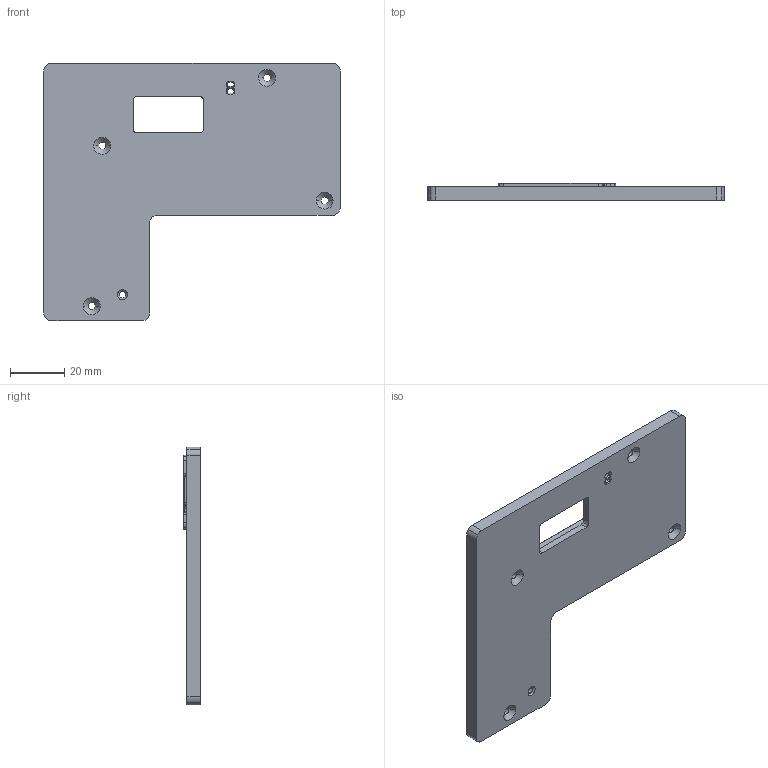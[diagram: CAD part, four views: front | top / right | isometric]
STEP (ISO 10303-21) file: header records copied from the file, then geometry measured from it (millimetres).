
FILE_DESCRIPTION(('STEP AP214'),'1');
FILE_NAME('port_cover_Board_rev1.stp','2025-05-23T19:51:02',(' '),(' '),'Spatial InterOp 3D',' ',' ');
FILE_SCHEMA(('AUTOMOTIVE_DESIGN { 1 0 10303 214 1 1 1 1 }'));
Length unit declared in the file: metre
Products named in the file (1): port_cover_Board_rev1
Bounding box: 109.6 x 6.22 x 95.41 mm (x, y, z)
Volume: 34512.8 mm3; surface area: 17907.1 mm2
Topology: 1 solids, 1 shells, 264 faces, 693 edges, 432 vertices
Faces by surface type: cylinder 123, plane 79, cone 56, torus 6
Entity records: 8223 total; most frequent: DIRECTION 1532, CARTESIAN_POINT 1415, ORIENTED_EDGE 1386, EDGE_CURVE 693, AXIS2_PLACEMENT_3D 578, VERTEX_POINT 432, LINE 376, VECTOR 376
